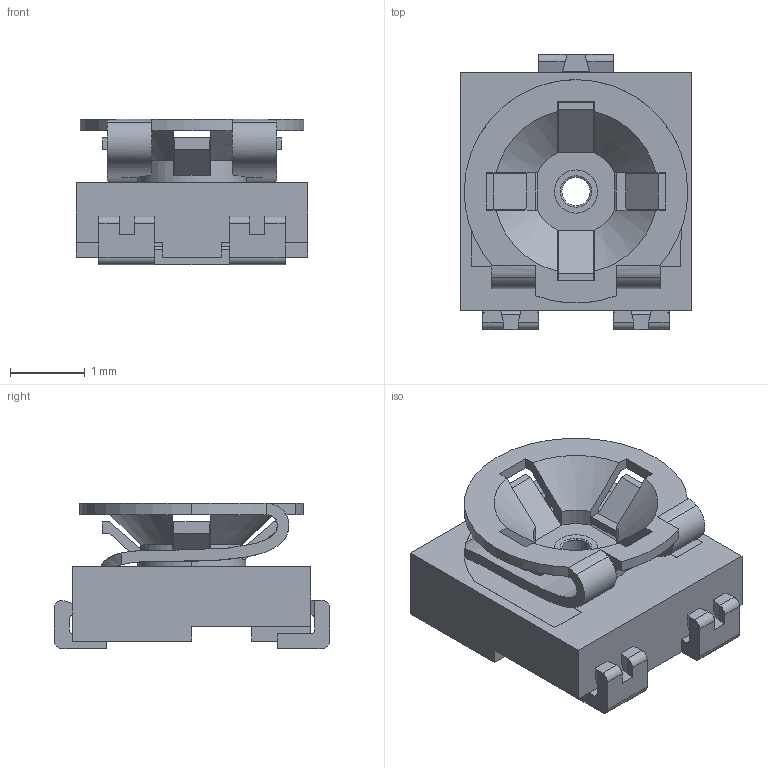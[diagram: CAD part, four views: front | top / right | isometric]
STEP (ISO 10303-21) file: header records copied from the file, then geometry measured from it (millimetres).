
FILE_DESCRIPTION (( 'STEP AP214' ), '1' );
FILE_NAME ('User Library-PVZ3A.STEP', '2014-08-15T04:06:08', ( '' ), ( '' ), 'SwSTEP 2.0', 'SolidWorks 2013', '' );
FILE_SCHEMA (( 'AUTOMOTIVE_DESIGN' ));
Length unit declared in the file: millimetre
Products named in the file (7): User Library-PVZ3A; User Library-PVZ3A_PVZ3A_con_По умолчанию; User Library-PVZ3A_PVZ3A_res_По умолчанию; User Library-PVZ3A_Pin2_По умолчанию; User Library-PVZ3A_Pin1_По умолчанию; User Library-PVZ3A_PVZ3A_base_По умолчанию
Assembly tree (6 placements, depth 2):
  User Library-PVZ3A
    User Library-PVZ3A_PVZ3A_base_По умолчанию
    User Library-PVZ3A_Pin1_По умолчанию
    User Library-PVZ3A_Pin2_По умолчанию
    User Library-PVZ3A_Pin2_По умолчанию
    User Library-PVZ3A_PVZ3A_res_По умолчанию
    User Library-PVZ3A_PVZ3A_con_По умолчанию
Bounding box: 3.1 x 3.69 x 1.95 mm (x, y, z)
Volume: 9.8 mm3; surface area: 76.2 mm2
Topology: 8 solids, 8 shells, 296 faces, 781 edges, 508 vertices
Faces by surface type: plane 212, cylinder 60, bspline 8, cone 8, torus 8
Entity records: 9723 total; most frequent: CARTESIAN_POINT 1990, ORIENTED_EDGE 1562, DIRECTION 1445, EDGE_CURVE 781, VECTOR 563, LINE 563, VERTEX_POINT 508, AXIS2_PLACEMENT_3D 441
